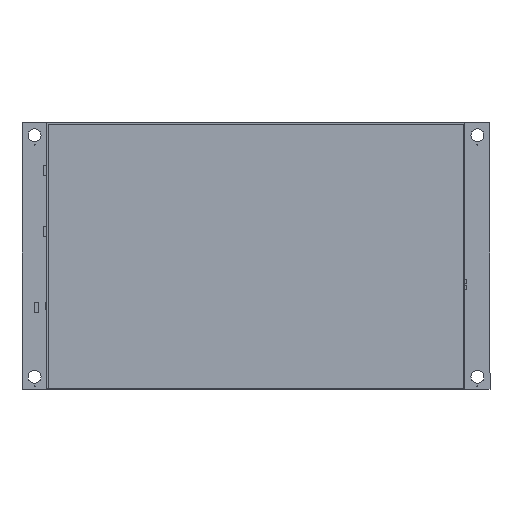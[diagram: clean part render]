
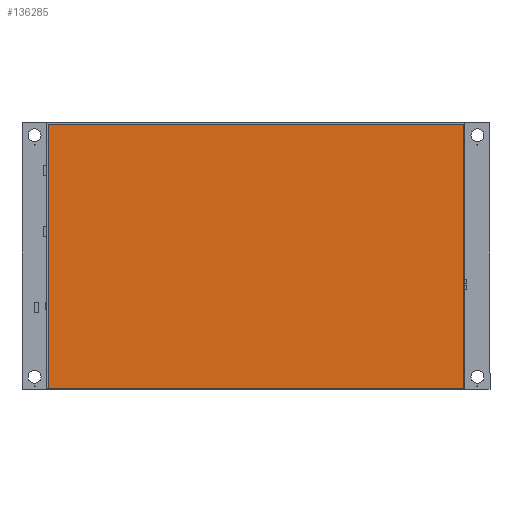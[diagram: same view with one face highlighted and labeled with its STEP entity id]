
A CAD part, top view. The second image highlights one B-rep face of the part: STEP entity #136285.
In plain terms, the highlighted planar face has unit normal (0, 0, 1).
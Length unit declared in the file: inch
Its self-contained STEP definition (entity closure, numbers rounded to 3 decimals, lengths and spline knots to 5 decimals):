
#4228 = VERTEX_POINT ( 'NONE', #4863 ) ;
#4863 = CARTESIAN_POINT ( 'NONE',  ( 2.06496, 1.20669, 0. ) ) ;
#12233 = DIRECTION ( 'NONE',  ( -1., 0., 0. ) ) ;
#14218 = VERTEX_POINT ( 'NONE', #26548 ) ;
#15158 = ORIENTED_EDGE ( 'NONE', *, *, #92930, .T. ) ;
#20444 = ORIENTED_EDGE ( 'NONE', *, *, #38232, .T. ) ;
#26548 = CARTESIAN_POINT ( 'NONE',  ( -2.06496, 1.20669, 0. ) ) ;
#29441 = VECTOR ( 'NONE', #145512, 39.37008 ) ;
#34473 = EDGE_LOOP ( 'NONE', ( #15158, #142683, #20444, #129509 ) ) ;
#38232 = EDGE_CURVE ( 'NONE', #14218, #49309, #129959, .T. ) ;
#39507 = LINE ( 'NONE', #49592, #139931 ) ;
#47689 = EDGE_CURVE ( 'NONE', #4228, #14218, #39507, .T. ) ;
#49309 = VERTEX_POINT ( 'NONE', #169275 ) ;
#49592 = CARTESIAN_POINT ( 'NONE',  ( 2.06496, 1.20669, 0. ) ) ;
#51229 = CARTESIAN_POINT ( 'NONE',  ( 0., 0., 0. ) ) ;
#54466 = CARTESIAN_POINT ( 'NONE',  ( -2.06496, 1.20669, 0. ) ) ;
#55924 = CARTESIAN_POINT ( 'NONE',  ( 2.06496, -1.41929, 0. ) ) ;
#58605 = DIRECTION ( 'NONE',  ( 1., 0., 0. ) ) ;
#62700 = DIRECTION ( 'NONE',  ( -1., 0., 0. ) ) ;
#63883 = AXIS2_PLACEMENT_3D ( 'NONE', #51229, #90756, #12233 ) ;
#80266 = FACE_OUTER_BOUND ( 'NONE', #34473, .T. ) ;
#88350 = VERTEX_POINT ( 'NONE', #55924 ) ;
#90756 = DIRECTION ( 'NONE',  ( 0., 0., -1. ) ) ;
#92930 = EDGE_CURVE ( 'NONE', #88350, #4228, #143339, .T. ) ;
#96350 = VECTOR ( 'NONE', #58605, 39.37008 ) ;
#100347 = VECTOR ( 'NONE', #141744, 39.37008 ) ;
#109082 = EDGE_CURVE ( 'NONE', #49309, #88350, #127088, .T. ) ;
#127088 = LINE ( 'NONE', #137019, #96350 ) ;
#128661 = CARTESIAN_POINT ( 'NONE',  ( 2.06496, 1.20669, 0. ) ) ;
#129509 = ORIENTED_EDGE ( 'NONE', *, *, #109082, .T. ) ;
#129959 = LINE ( 'NONE', #54466, #29441 ) ;
#136285 = ADVANCED_FACE ( 'NONE', ( #80266 ), #169215, .F. ) ;
#137019 = CARTESIAN_POINT ( 'NONE',  ( 2.06496, -1.41929, 0. ) ) ;
#139931 = VECTOR ( 'NONE', #62700, 39.37008 ) ;
#141744 = DIRECTION ( 'NONE',  ( 0., 1., 0. ) ) ;
#142683 = ORIENTED_EDGE ( 'NONE', *, *, #47689, .T. ) ;
#143339 = LINE ( 'NONE', #128661, #100347 ) ;
#145512 = DIRECTION ( 'NONE',  ( 0., -1., 0. ) ) ;
#169215 = PLANE ( 'NONE',  #63883 ) ;
#169275 = CARTESIAN_POINT ( 'NONE',  ( -2.06496, -1.41929, 0. ) ) ;
